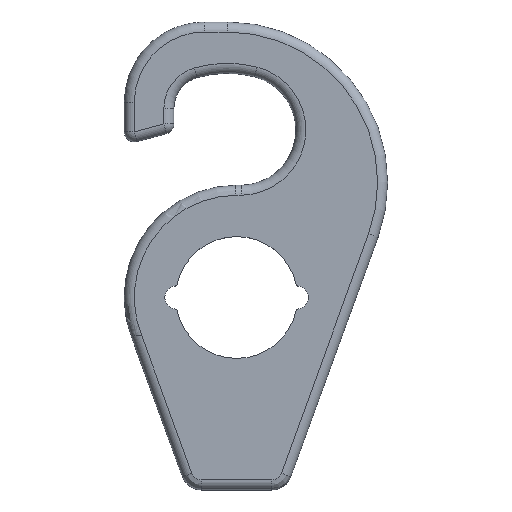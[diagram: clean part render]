
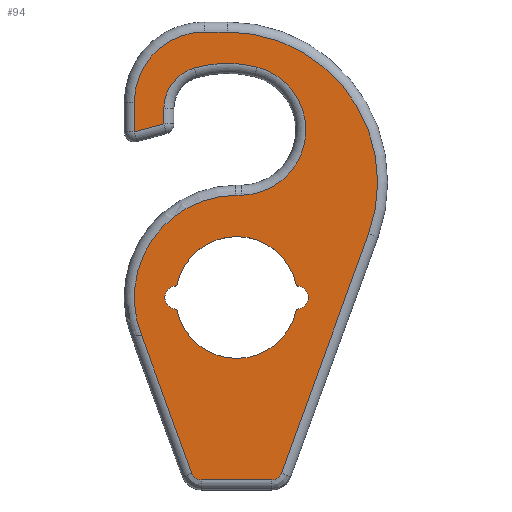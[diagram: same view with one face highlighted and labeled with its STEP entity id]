
A CAD part, top view. The second image highlights one B-rep face of the part: STEP entity #94.
In plain terms, the highlighted planar face has unit normal (0, 0, 1).
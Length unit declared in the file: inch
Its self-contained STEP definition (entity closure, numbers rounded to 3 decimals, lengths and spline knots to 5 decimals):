
#46=FACE_BOUND('',#255,.T.);
#47=FACE_BOUND('',#256,.T.);
#55=PLANE('',#1110);
#94=ADVANCED_FACE('',(#46,#47),#55,.F.);
#255=EDGE_LOOP('',(#527,#528,#529,#530,#531,#532,#533,#534));
#256=EDGE_LOOP('',(#535,#536,#537,#538,#539,#540,#541,#542,#543,#544,#545,
#546,#547,#548,#549,#550,#551));
#350=LINE('',#1722,#418);
#351=LINE('',#1724,#419);
#352=LINE('',#1728,#420);
#353=LINE('',#1729,#421);
#354=LINE('',#1732,#422);
#355=LINE('',#1734,#423);
#356=LINE('',#1738,#424);
#357=LINE('',#1742,#425);
#358=LINE('',#1746,#426);
#359=LINE('',#1750,#427);
#360=LINE('',#1752,#428);
#361=LINE('',#1754,#429);
#362=LINE('',#1762,#430);
#418=VECTOR('',#1333,1.);
#419=VECTOR('',#1334,1.);
#420=VECTOR('',#1337,1.);
#421=VECTOR('',#1338,1.);
#422=VECTOR('',#1341,1.);
#423=VECTOR('',#1342,1.);
#424=VECTOR('',#1345,1.);
#425=VECTOR('',#1348,1.);
#426=VECTOR('',#1351,1.);
#427=VECTOR('',#1354,1.);
#428=VECTOR('',#1355,1.);
#429=VECTOR('',#1356,1.);
#430=VECTOR('',#1363,1.);
#527=ORIENTED_EDGE('',*,*,#901,.T.);
#528=ORIENTED_EDGE('',*,*,#874,.F.);
#529=ORIENTED_EDGE('',*,*,#902,.T.);
#530=ORIENTED_EDGE('',*,*,#903,.T.);
#531=ORIENTED_EDGE('',*,*,#904,.T.);
#532=ORIENTED_EDGE('',*,*,#835,.F.);
#533=ORIENTED_EDGE('',*,*,#905,.T.);
#534=ORIENTED_EDGE('',*,*,#906,.T.);
#535=ORIENTED_EDGE('',*,*,#907,.F.);
#536=ORIENTED_EDGE('',*,*,#908,.T.);
#537=ORIENTED_EDGE('',*,*,#909,.T.);
#538=ORIENTED_EDGE('',*,*,#910,.T.);
#539=ORIENTED_EDGE('',*,*,#911,.T.);
#540=ORIENTED_EDGE('',*,*,#912,.T.);
#541=ORIENTED_EDGE('',*,*,#913,.T.);
#542=ORIENTED_EDGE('',*,*,#914,.T.);
#543=ORIENTED_EDGE('',*,*,#915,.T.);
#544=ORIENTED_EDGE('',*,*,#916,.T.);
#545=ORIENTED_EDGE('',*,*,#917,.T.);
#546=ORIENTED_EDGE('',*,*,#918,.T.);
#547=ORIENTED_EDGE('',*,*,#919,.T.);
#548=ORIENTED_EDGE('',*,*,#920,.T.);
#549=ORIENTED_EDGE('',*,*,#921,.T.);
#550=ORIENTED_EDGE('',*,*,#922,.T.);
#551=ORIENTED_EDGE('',*,*,#833,.T.);
#746=VERTEX_POINT('',#1582);
#747=VERTEX_POINT('',#1584);
#748=VERTEX_POINT('',#1588);
#749=VERTEX_POINT('',#1589);
#778=VERTEX_POINT('',#1669);
#779=VERTEX_POINT('',#1670);
#803=VERTEX_POINT('',#1723);
#804=VERTEX_POINT('',#1725);
#805=VERTEX_POINT('',#1727);
#806=VERTEX_POINT('',#1730);
#807=VERTEX_POINT('',#1733);
#808=VERTEX_POINT('',#1735);
#809=VERTEX_POINT('',#1737);
#810=VERTEX_POINT('',#1739);
#811=VERTEX_POINT('',#1741);
#812=VERTEX_POINT('',#1743);
#813=VERTEX_POINT('',#1745);
#814=VERTEX_POINT('',#1747);
#815=VERTEX_POINT('',#1749);
#816=VERTEX_POINT('',#1751);
#817=VERTEX_POINT('',#1753);
#818=VERTEX_POINT('',#1755);
#819=VERTEX_POINT('',#1757);
#820=VERTEX_POINT('',#1759);
#821=VERTEX_POINT('',#1761);
#833=EDGE_CURVE('',#747,#746,#980,.T.);
#835=EDGE_CURVE('',#748,#749,#982,.T.);
#874=EDGE_CURVE('',#778,#779,#994,.T.);
#901=EDGE_CURVE('',#803,#779,#350,.T.);
#902=EDGE_CURVE('',#778,#804,#351,.T.);
#903=EDGE_CURVE('',#804,#805,#1006,.T.);
#904=EDGE_CURVE('',#805,#749,#352,.T.);
#905=EDGE_CURVE('',#748,#806,#353,.T.);
#906=EDGE_CURVE('',#806,#803,#1007,.T.);
#907=EDGE_CURVE('',#807,#746,#354,.T.);
#908=EDGE_CURVE('',#807,#808,#355,.T.);
#909=EDGE_CURVE('',#808,#809,#1008,.T.);
#910=EDGE_CURVE('',#809,#810,#356,.T.);
#911=EDGE_CURVE('',#810,#811,#1009,.T.);
#912=EDGE_CURVE('',#811,#812,#357,.T.);
#913=EDGE_CURVE('',#812,#813,#1010,.T.);
#914=EDGE_CURVE('',#813,#814,#358,.T.);
#915=EDGE_CURVE('',#814,#815,#1011,.T.);
#916=EDGE_CURVE('',#815,#816,#359,.T.);
#917=EDGE_CURVE('',#816,#817,#360,.T.);
#918=EDGE_CURVE('',#817,#818,#361,.T.);
#919=EDGE_CURVE('',#818,#819,#1012,.T.);
#920=EDGE_CURVE('',#819,#820,#1013,.T.);
#921=EDGE_CURVE('',#820,#821,#1014,.T.);
#922=EDGE_CURVE('',#821,#747,#362,.T.);
#980=CIRCLE('',#1060,0.31875);
#982=CIRCLE('',#1063,0.19);
#994=CIRCLE('',#1087,0.19);
#1006=CIRCLE('',#1101,0.03625);
#1007=CIRCLE('',#1102,0.03625);
#1008=CIRCLE('',#1103,0.03125);
#1009=CIRCLE('',#1104,0.03125);
#1010=CIRCLE('',#1105,0.46875);
#1011=CIRCLE('',#1106,0.21875);
#1012=CIRCLE('',#1107,0.13125);
#1013=CIRCLE('',#1108,0.37125);
#1014=CIRCLE('',#1109,0.20305);
#1060=AXIS2_PLACEMENT_3D('',#1583,#1209,#1210);
#1063=AXIS2_PLACEMENT_3D('',#1587,#1215,#1216);
#1087=AXIS2_PLACEMENT_3D('',#1668,#1290,#1291);
#1101=AXIS2_PLACEMENT_3D('',#1726,#1335,#1336);
#1102=AXIS2_PLACEMENT_3D('',#1731,#1339,#1340);
#1103=AXIS2_PLACEMENT_3D('',#1736,#1343,#1344);
#1104=AXIS2_PLACEMENT_3D('',#1740,#1346,#1347);
#1105=AXIS2_PLACEMENT_3D('',#1744,#1349,#1350);
#1106=AXIS2_PLACEMENT_3D('',#1748,#1352,#1353);
#1107=AXIS2_PLACEMENT_3D('',#1756,#1357,#1358);
#1108=AXIS2_PLACEMENT_3D('',#1758,#1359,#1360);
#1109=AXIS2_PLACEMENT_3D('',#1760,#1361,#1362);
#1110=AXIS2_PLACEMENT_3D('',#1763,#1364,#1365);
#1209=DIRECTION('',(0.,0.,1.));
#1210=DIRECTION('',(-1.,0.,0.));
#1215=DIRECTION('',(0.,0.,1.));
#1216=DIRECTION('',(0.,-1.,0.));
#1290=DIRECTION('',(0.,0.,1.));
#1291=DIRECTION('',(0.,-1.,0.));
#1333=DIRECTION('',(-1.,0.,0.));
#1334=DIRECTION('',(-1.,0.,0.));
#1335=DIRECTION('',(0.,0.,-1.));
#1336=DIRECTION('',(0.,1.,0.));
#1337=DIRECTION('',(1.,0.,0.));
#1338=DIRECTION('',(1.,0.,0.));
#1339=DIRECTION('',(0.,0.,-1.));
#1340=DIRECTION('',(0.,1.,0.));
#1341=DIRECTION('',(1.,0.,0.));
#1342=DIRECTION('',(0.342,-0.94,0.));
#1343=DIRECTION('',(0.,0.,1.));
#1344=DIRECTION('',(-1.,0.,0.));
#1345=DIRECTION('',(1.,0.,0.));
#1346=DIRECTION('',(0.,0.,1.));
#1347=DIRECTION('',(-1.,0.,0.));
#1348=DIRECTION('',(0.342,0.94,0.));
#1349=DIRECTION('',(0.,0.,1.));
#1350=DIRECTION('',(-1.,0.,0.));
#1351=DIRECTION('',(-1.,0.,0.));
#1352=DIRECTION('',(0.,0.,1.));
#1353=DIRECTION('',(-1.,0.,0.));
#1354=DIRECTION('',(0.,-1.,0.));
#1355=DIRECTION('',(0.966,0.259,0.));
#1356=DIRECTION('',(0.,1.,0.));
#1357=DIRECTION('',(0.,0.,-1.));
#1358=DIRECTION('',(-1.,0.,0.));
#1359=DIRECTION('',(0.,0.,-1.));
#1360=DIRECTION('',(-1.,0.,0.));
#1361=DIRECTION('',(0.,0.,-1.));
#1362=DIRECTION('',(-1.,0.,0.));
#1363=DIRECTION('',(-1.,-0.007,0.));
#1364=DIRECTION('',(0.,0.,-1.));
#1365=DIRECTION('',(-1.,0.,0.));
#1582=CARTESIAN_POINT('',(-0.29542,-0.11971,0.125));
#1583=CARTESIAN_POINT('',(0.,0.,0.125));
#1584=CARTESIAN_POINT('',(-0.00234,0.31874,0.125));
#1587=CARTESIAN_POINT('',(0.,0.,0.125));
#1588=CARTESIAN_POINT('',(0.18651,0.03625,0.125));
#1589=CARTESIAN_POINT('',(-0.18651,0.03625,0.125));
#1668=CARTESIAN_POINT('',(0.,0.,0.125));
#1669=CARTESIAN_POINT('',(-0.18651,-0.03625,0.125));
#1670=CARTESIAN_POINT('',(0.18651,-0.03625,0.125));
#1722=CARTESIAN_POINT('',(0.58961,-0.03625,0.125));
#1723=CARTESIAN_POINT('',(0.18725,-0.03625,0.125));
#1724=CARTESIAN_POINT('',(0.58961,-0.03625,0.125));
#1725=CARTESIAN_POINT('',(-0.18725,-0.03625,0.125));
#1726=CARTESIAN_POINT('',(-0.18725,0.,0.125));
#1727=CARTESIAN_POINT('',(-0.18725,0.03625,0.125));
#1728=CARTESIAN_POINT('',(0.58961,0.03625,0.125));
#1729=CARTESIAN_POINT('',(0.58961,0.03625,0.125));
#1730=CARTESIAN_POINT('',(0.18725,0.03625,0.125));
#1731=CARTESIAN_POINT('',(0.18725,0.,0.125));
#1732=CARTESIAN_POINT('',(-0.32889,-0.11971,0.125));
#1733=CARTESIAN_POINT('',(-0.29564,-0.11971,0.125));
#1734=CARTESIAN_POINT('',(-0.50019,0.44229,0.125));
#1735=CARTESIAN_POINT('',(-0.13968,-0.54819,0.125));
#1736=CARTESIAN_POINT('',(-0.11032,-0.5375,0.125));
#1737=CARTESIAN_POINT('',(-0.11032,-0.56875,0.125));
#1738=CARTESIAN_POINT('',(-0.09545,-0.56875,0.125));
#1739=CARTESIAN_POINT('',(0.11032,-0.56875,0.125));
#1740=CARTESIAN_POINT('',(0.11032,-0.5375,0.125));
#1741=CARTESIAN_POINT('',(0.13968,-0.54819,0.125));
#1742=CARTESIAN_POINT('',(0.41152,0.19868,0.125));
#1743=CARTESIAN_POINT('',(0.41152,0.19868,0.125));
#1744=CARTESIAN_POINT('',(-0.02896,0.359,0.125));
#1745=CARTESIAN_POINT('',(-0.02896,0.82775,0.125));
#1746=CARTESIAN_POINT('',(-0.1,0.82775,0.125));
#1747=CARTESIAN_POINT('',(-0.1,0.82775,0.125));
#1748=CARTESIAN_POINT('',(-0.1,0.609,0.125));
#1749=CARTESIAN_POINT('',(-0.31875,0.609,0.125));
#1750=CARTESIAN_POINT('',(-0.31875,0.51635,0.125));
#1751=CARTESIAN_POINT('',(-0.31875,0.51635,0.125));
#1752=CARTESIAN_POINT('',(-0.2267,0.54101,0.125));
#1753=CARTESIAN_POINT('',(-0.2267,0.54101,0.125));
#1754=CARTESIAN_POINT('',(-0.2267,0.58961,0.125));
#1755=CARTESIAN_POINT('',(-0.2267,0.58961,0.125));
#1756=CARTESIAN_POINT('',(-0.09545,0.58961,0.125));
#1757=CARTESIAN_POINT('',(-0.13181,0.71572,0.125));
#1758=CARTESIAN_POINT('',(-0.02896,0.359,0.125));
#1759=CARTESIAN_POINT('',(0.06342,0.71857,0.125));
#1760=CARTESIAN_POINT('',(0.0129,0.52191,0.125));
#1761=CARTESIAN_POINT('',(0.01439,0.31886,0.125));
#1762=CARTESIAN_POINT('',(-0.00234,0.31874,0.125));
#1763=CARTESIAN_POINT('',(-0.09545,0.58961,0.125));
